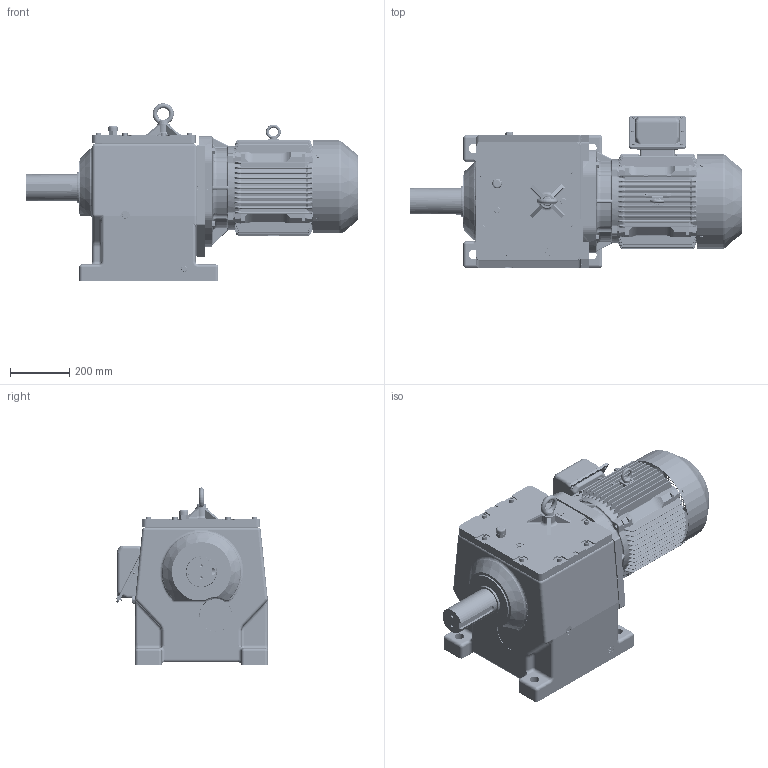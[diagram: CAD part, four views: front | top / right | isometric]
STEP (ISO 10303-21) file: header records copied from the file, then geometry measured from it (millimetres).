
FILE_DESCRIPTION(/* description */ ('Unknown'),/* implementation_level */ '2;1');
FILE_NAME(/* name */ 'EK2DO07262H001_HHM32_160L_CUSTOMER',/* time_stamp */ '2020-01-17T12:12:33+09:00',/* author */ ('Unknown'),/* organization */ ('Unknown'),/* preprocessor_version */ 'ST-DEVELOPER v16.7',/* originating_system */ 'DEX',/* authorisation */ $);
FILE_SCHEMA (('AUTOMOTIVE_DESIGN {1 0 10303 214 3 1 1}'));
Products named in the file (1): だお1
Bounding box: 1125.19 x 514.14 x 601 mm (x, y, z)
Volume: 110993296.7 mm3; surface area: 3065174.7 mm2
Topology: 16 solids, 78 shells, 6814 faces, 17738 edges, 11089 vertices
Faces by surface type: cylinder 2591, plane 2316, bspline 1205, torus 363, cone 263, sphere 76
Full cylindrical faces by diameter (mm): 2.6 x4, 3 x1, 5.999 x4, 6 x12, 7 x6, 8 x6, 8.376 x12, 8.999 x1, 9.4 x1, 10.106 x7, 11 x4, 11.999 x14, 12 x13, 13.033 x1, 13.835 x34, 16 x1, 16.4 x1, 17.998 x14, 18 x20, 19.5 x6, 20.376 x41, 20.752 x8, 25 x1, 26 x7, 27 x1, 28 x1, 31.4 x1, 32 x10, 33 x4, 33.4 x1
Entity records: 275716 total; most frequent: CARTESIAN_POINT 85575, ORIENTED_EDGE 34104, DIRECTION 32404, EDGE_CURVE 17052, AXIS2_PLACEMENT_3D 12184, VERTEX_POINT 10879, LINE 8036, VECTOR 8036
